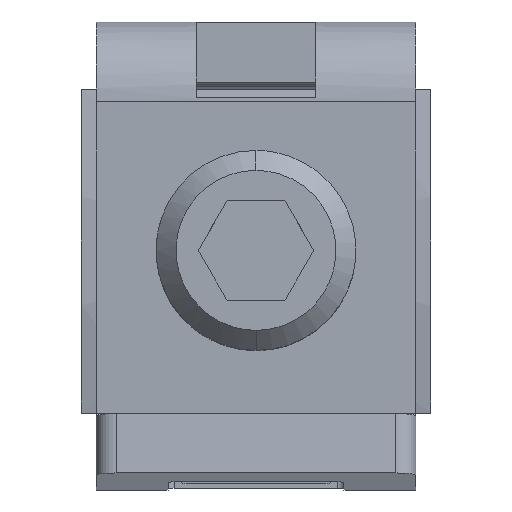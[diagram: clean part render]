
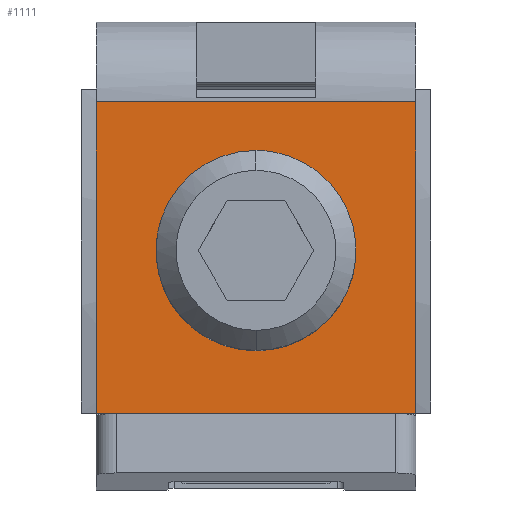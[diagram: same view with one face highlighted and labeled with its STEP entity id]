
A CAD part, top view. The second image highlights one B-rep face of the part: STEP entity #1111.
In plain terms, the highlighted planar face has unit normal (0, 0, 1).
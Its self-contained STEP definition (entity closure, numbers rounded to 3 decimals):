
#1049=AXIS2_PLACEMENT_3D('Plane Axis2P3D',#1046,#1047,#1048) ;
#1060=AXIS2_PLACEMENT_3D('Circle Axis2P3D',#1058,#1059,$) ;
#1065=AXIS2_PLACEMENT_3D('Circle Axis2P3D',#1063,#1064,$) ;
#94=CARTESIAN_POINT('Vertex',(-8.,-8.15,28.5)) ;
#97=CARTESIAN_POINT('Line Origine',(-8.,-0.35,28.5)) ;
#101=CARTESIAN_POINT('Vertex',(-8.,7.45,28.5)) ;
#372=CARTESIAN_POINT('Vertex',(8.,7.45,28.5)) ;
#375=CARTESIAN_POINT('Line Origine',(8.,-0.35,28.5)) ;
#379=CARTESIAN_POINT('Vertex',(8.,-8.15,28.5)) ;
#534=CARTESIAN_POINT('Vertex',(-4.,-8.55,28.5)) ;
#600=CARTESIAN_POINT('Vertex',(4.,-8.55,28.5)) ;
#603=CARTESIAN_POINT('Line Origine',(0.,-8.55,28.5)) ;
#1011=CARTESIAN_POINT('Line Origine',(0.,7.45,28.5)) ;
#1046=CARTESIAN_POINT('Axis2P3D Location',(0.,0.,28.5)) ;
#1051=CARTESIAN_POINT('Line Origine',(-6.2,-8.15,28.5)) ;
#1055=CARTESIAN_POINT('Vertex',(-4.4,-8.15,28.5)) ;
#1058=CARTESIAN_POINT('Axis2P3D Location',(-4.4,-8.55,28.5)) ;
#1063=CARTESIAN_POINT('Axis2P3D Location',(4.4,-8.55,28.5)) ;
#1067=CARTESIAN_POINT('Vertex',(4.4,-8.15,28.5)) ;
#1070=CARTESIAN_POINT('Line Origine',(6.2,-8.15,28.5)) ;
#1086=CARTESIAN_POINT('Control Point',(0.,-5.,28.5)) ;
#1087=CARTESIAN_POINT('Control Point',(-1.483,-4.998,28.5)) ;
#1088=CARTESIAN_POINT('Control Point',(-4.63,-3.848,28.5)) ;
#1089=CARTESIAN_POINT('Control Point',(-6.513,-0.145,28.5)) ;
#1090=CARTESIAN_POINT('Control Point',(-4.816,3.715,28.5)) ;
#1091=CARTESIAN_POINT('Control Point',(-1.656,4.998,28.5)) ;
#1092=CARTESIAN_POINT('Control Point',(0.,5.,28.5)) ;
#1093=CARTESIAN_POINT('Vertex',(0.,-5.,28.5)) ;
#1095=CARTESIAN_POINT('Vertex',(0.,5.,28.5)) ;
#1099=CARTESIAN_POINT('Control Point',(0.,5.,28.5)) ;
#1100=CARTESIAN_POINT('Control Point',(1.483,4.998,28.5)) ;
#1101=CARTESIAN_POINT('Control Point',(4.63,3.848,28.5)) ;
#1102=CARTESIAN_POINT('Control Point',(6.513,0.145,28.5)) ;
#1103=CARTESIAN_POINT('Control Point',(4.816,-3.715,28.5)) ;
#1104=CARTESIAN_POINT('Control Point',(1.656,-4.998,28.5)) ;
#1105=CARTESIAN_POINT('Control Point',(0.,-5.,28.5)) ;
#98=DIRECTION('Vector Direction',(0.,-1.,0.)) ;
#376=DIRECTION('Vector Direction',(0.,-1.,0.)) ;
#604=DIRECTION('Vector Direction',(1.,0.,0.)) ;
#1012=DIRECTION('Vector Direction',(-1.,0.,0.)) ;
#1047=DIRECTION('Axis2P3D Direction',(-0.,-0.,-1.)) ;
#1048=DIRECTION('Axis2P3D XDirection',(0.,-1.,0.)) ;
#1052=DIRECTION('Vector Direction',(-1.,0.,0.)) ;
#1059=DIRECTION('Axis2P3D Direction',(-0.,-0.,-1.)) ;
#1064=DIRECTION('Axis2P3D Direction',(-0.,-0.,-1.)) ;
#1071=DIRECTION('Vector Direction',(-1.,0.,0.)) ;
#99=VECTOR('Line Direction',#98,1.) ;
#377=VECTOR('Line Direction',#376,1.) ;
#605=VECTOR('Line Direction',#604,1.) ;
#1013=VECTOR('Line Direction',#1012,1.) ;
#1053=VECTOR('Line Direction',#1052,1.) ;
#1072=VECTOR('Line Direction',#1071,1.) ;
#1076=ORIENTED_EDGE('',*,*,#1057,.F.) ;
#1077=ORIENTED_EDGE('',*,*,#1062,.T.) ;
#1078=ORIENTED_EDGE('',*,*,#607,.T.) ;
#1079=ORIENTED_EDGE('',*,*,#1069,.F.) ;
#1080=ORIENTED_EDGE('',*,*,#1074,.F.) ;
#1081=ORIENTED_EDGE('',*,*,#381,.F.) ;
#1082=ORIENTED_EDGE('',*,*,#1015,.T.) ;
#1083=ORIENTED_EDGE('',*,*,#103,.T.) ;
#1108=ORIENTED_EDGE('',*,*,#1097,.T.) ;
#1109=ORIENTED_EDGE('',*,*,#1106,.T.) ;
#1110=FACE_BOUND('',#1107,.T.) ;
#1111=ADVANCED_FACE('Hauptkoerper',(#1084,#1110),#1050,.F.) ;
#1085=B_SPLINE_CURVE_WITH_KNOTS('',5,(#1086,#1087,#1088,#1089,#1090,#1091,#1092),.UNSPECIFIED.,.F.,.U.,(6,1,6),(0.,8.629,18.271),.UNSPECIFIED.) ;
#1098=B_SPLINE_CURVE_WITH_KNOTS('',5,(#1099,#1100,#1101,#1102,#1103,#1104,#1105),.UNSPECIFIED.,.F.,.U.,(6,1,6),(0.,8.629,18.271),.UNSPECIFIED.) ;
#1061=CIRCLE('generated circle',#1060,0.4) ;
#1066=CIRCLE('generated circle',#1065,0.4) ;
#103=EDGE_CURVE('',#102,#95,#100,.T.) ;
#381=EDGE_CURVE('',#373,#380,#378,.T.) ;
#607=EDGE_CURVE('',#535,#601,#606,.T.) ;
#1015=EDGE_CURVE('',#373,#102,#1014,.T.) ;
#1057=EDGE_CURVE('',#1056,#95,#1054,.T.) ;
#1062=EDGE_CURVE('',#1056,#535,#1061,.T.) ;
#1069=EDGE_CURVE('',#1068,#601,#1066,.F.) ;
#1074=EDGE_CURVE('',#380,#1068,#1073,.T.) ;
#1097=EDGE_CURVE('',#1094,#1096,#1085,.T.) ;
#1106=EDGE_CURVE('',#1096,#1094,#1098,.T.) ;
#1075=EDGE_LOOP('',(#1076,#1077,#1078,#1079,#1080,#1081,#1082,#1083)) ;
#1107=EDGE_LOOP('',(#1108,#1109)) ;
#1084=FACE_OUTER_BOUND('',#1075,.T.) ;
#100=LINE('Line',#97,#99) ;
#378=LINE('Line',#375,#377) ;
#606=LINE('Line',#603,#605) ;
#1014=LINE('Line',#1011,#1013) ;
#1054=LINE('Line',#1051,#1053) ;
#1073=LINE('Line',#1070,#1072) ;
#1050=PLANE('Plane',#1049) ;
#95=VERTEX_POINT('',#94) ;
#102=VERTEX_POINT('',#101) ;
#373=VERTEX_POINT('',#372) ;
#380=VERTEX_POINT('',#379) ;
#535=VERTEX_POINT('',#534) ;
#601=VERTEX_POINT('',#600) ;
#1056=VERTEX_POINT('',#1055) ;
#1068=VERTEX_POINT('',#1067) ;
#1094=VERTEX_POINT('',#1093) ;
#1096=VERTEX_POINT('',#1095) ;
